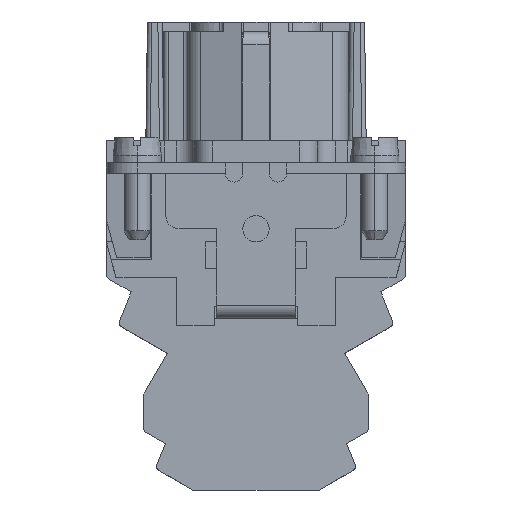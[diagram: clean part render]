
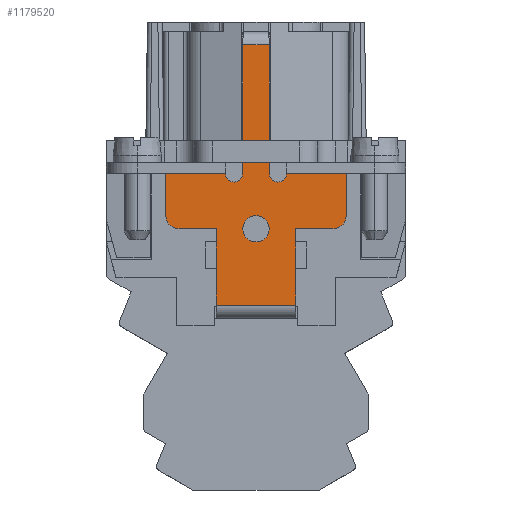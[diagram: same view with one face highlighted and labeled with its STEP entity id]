
A CAD part, left-side view. The second image highlights one B-rep face of the part: STEP entity #1179520.
In plain terms, the highlighted planar face has unit normal (-1, 0, 0).
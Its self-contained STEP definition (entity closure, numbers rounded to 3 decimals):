
#1150840=CARTESIAN_POINT('',(-4.462,35.249,-23.));
#1150850=VERTEX_POINT('',#1150840);
#1151020=CARTESIAN_POINT('',(-4.462,39.499,-23.));
#1151030=VERTEX_POINT('',#1151020);
#1151060=CARTESIAN_POINT('',(-4.462,0.,-23.));
#1151070=DIRECTION('',(0.,1.,0.));
#1151080=VECTOR('',#1151070,1.);
#1151090=LINE('',#1151060,#1151080);
#1151100=EDGE_CURVE('',#1150850,#1151030,#1151090,.T.);
#1151310=CARTESIAN_POINT('',(-4.462,33.749,-21.5));
#1151320=VERTEX_POINT('',#1151310);
#1151450=CARTESIAN_POINT('',(-4.462,35.249,-21.5));
#1151460=DIRECTION('',(1.,0.,0.));
#1151470=DIRECTION('',(0.,-1.,0.));
#1151480=AXIS2_PLACEMENT_3D('',#1151450,#1151460,#1151470);
#1151490=CIRCLE('',#1151480,1.5);
#1151500=EDGE_CURVE('',#1151320,#1150850,#1151490,.T.);
#1151680=CARTESIAN_POINT('',(-4.462,33.749,0.));
#1151690=DIRECTION('',(0.,0.,-1.));
#1151700=VECTOR('',#1151690,1.);
#1151710=LINE('',#1151680,#1151700);
#1151720=CARTESIAN_POINT('',(-4.462,33.749,-16.7));
#1151730=VERTEX_POINT('',#1151720);
#1151740=EDGE_CURVE('',#1151730,#1151320,#1151710,.T.);
#1152090=CARTESIAN_POINT('',(-4.462,54.249,-16.7));
#1152100=VERTEX_POINT('',#1152090);
#1152150=CARTESIAN_POINT('',(-4.462,54.249,0.));
#1152160=DIRECTION('',(0.,0.,1.));
#1152170=VECTOR('',#1152160,1.);
#1152180=LINE('',#1152150,#1152170);
#1152190=CARTESIAN_POINT('',(-4.462,54.249,-21.5));
#1152200=VERTEX_POINT('',#1152190);
#1152210=EDGE_CURVE('',#1152200,#1152100,#1152180,.T.);
#1152560=CARTESIAN_POINT('',(-4.462,52.749,-23.));
#1152570=VERTEX_POINT('',#1152560);
#1152700=CARTESIAN_POINT('',(-4.462,52.749,-21.5));
#1152710=DIRECTION('',(1.,0.,0.));
#1152720=DIRECTION('',(0.,-1.,0.));
#1152730=AXIS2_PLACEMENT_3D('',#1152700,#1152710,#1152720);
#1152740=CIRCLE('',#1152730,1.5);
#1152750=EDGE_CURVE('',#1152570,#1152200,#1152740,.T.);
#1152960=CARTESIAN_POINT('',(-4.462,48.499,-23.));
#1152970=VERTEX_POINT('',#1152960);
#1153090=CARTESIAN_POINT('',(-4.462,0.,-23.));
#1153100=DIRECTION('',(0.,1.,0.));
#1153110=VECTOR('',#1153100,1.);
#1153120=LINE('',#1153090,#1153110);
#1153130=EDGE_CURVE('',#1152970,#1152570,#1153120,.T.);
#1157960=CARTESIAN_POINT('',(-4.462,48.499,0.));
#1157970=DIRECTION('',(0.,0.,-1.));
#1157980=VECTOR('',#1157970,1.);
#1157990=LINE('',#1157960,#1157980);
#1158000=CARTESIAN_POINT('',(-4.462,48.499,-24.5));
#1158010=VERTEX_POINT('',#1158000);
#1158020=EDGE_CURVE('',#1152970,#1158010,#1157990,.T.);
#1158310=CARTESIAN_POINT('',(-4.462,42.499,-23.));
#1158320=VERTEX_POINT('',#1158310);
#1158520=CARTESIAN_POINT('',(-4.462,45.499,-23.));
#1158530=VERTEX_POINT('',#1158520);
#1158560=CARTESIAN_POINT('',(-4.462,43.999,-23.));
#1158570=DIRECTION('',(-1.,0.,0.));
#1158580=DIRECTION('',(0.,1.,0.));
#1158590=AXIS2_PLACEMENT_3D('',#1158560,#1158570,#1158580);
#1158600=CIRCLE('',#1158590,1.5);
#1158610=EDGE_CURVE('',#1158320,#1158530,#1158600,.T.);
#1159630=CARTESIAN_POINT('',(-4.462,39.499,0.));
#1159640=DIRECTION('',(0.,0.,1.));
#1159650=VECTOR('',#1159640,1.);
#1159660=LINE('',#1159630,#1159650);
#1159670=CARTESIAN_POINT('',(-4.462,39.499,-24.5));
#1159680=VERTEX_POINT('',#1159670);
#1159690=EDGE_CURVE('',#1159680,#1151030,#1159660,.T.);
#1160540=CARTESIAN_POINT('',(-4.462,48.499,-27.5));
#1160550=VERTEX_POINT('',#1160540);
#1160560=EDGE_CURVE('',#1158010,#1160550,#1157990,.T.);
#1166350=CARTESIAN_POINT('',(-4.462,39.499,-27.5));
#1166360=VERTEX_POINT('',#1166350);
#1166490=CARTESIAN_POINT('',(-4.462,39.499,-31.7));
#1166500=VERTEX_POINT('',#1166490);
#1166530=EDGE_CURVE('',#1166500,#1166360,#1159660,.T.);
#1166700=CARTESIAN_POINT('',(-4.462,48.499,-31.7));
#1166710=VERTEX_POINT('',#1166700);
#1166870=EDGE_CURVE('',#1160550,#1166710,#1157990,.T.);
#1167040=CARTESIAN_POINT('',(-4.462,0.,-31.7));
#1167050=DIRECTION('',(0.,1.,0.));
#1167060=VECTOR('',#1167050,1.);
#1167070=LINE('',#1167040,#1167060);
#1167080=EDGE_CURVE('',#1166500,#1166710,#1167070,.T.);
#1167490=CARTESIAN_POINT('',(-4.462,45.499,-2.1));
#1167500=VERTEX_POINT('',#1167490);
#1167530=CARTESIAN_POINT('',(-4.462,45.499,0.));
#1167540=DIRECTION('',(0.,0.,1.));
#1167550=VECTOR('',#1167540,1.);
#1167560=LINE('',#1167530,#1167550);
#1167570=CARTESIAN_POINT('',(-4.462,45.499,-16.7));
#1167580=VERTEX_POINT('',#1167570);
#1167590=EDGE_CURVE('',#1167580,#1167500,#1167560,.T.);
#1168200=CARTESIAN_POINT('',(-4.462,42.499,0.));
#1168210=DIRECTION('',(0.,0.,-1.));
#1168220=VECTOR('',#1168210,1.);
#1168230=LINE('',#1168200,#1168220);
#1168240=CARTESIAN_POINT('',(-4.462,42.499,-2.1));
#1168250=VERTEX_POINT('',#1168240);
#1168260=CARTESIAN_POINT('',(-4.462,42.499,-16.7));
#1168270=VERTEX_POINT('',#1168260);
#1168280=EDGE_CURVE('',#1168250,#1168270,#1168230,.T.);
#1169270=CARTESIAN_POINT('',(-4.462,0.,-2.1));
#1169280=DIRECTION('',(0.,1.,0.));
#1169290=VECTOR('',#1169280,1.);
#1169300=LINE('',#1169270,#1169290);
#1169310=EDGE_CURVE('',#1168250,#1167500,#1169300,.T.);
#1170030=CARTESIAN_POINT('',(-4.462,40.499,-16.7));
#1170040=VERTEX_POINT('',#1170030);
#1170450=CARTESIAN_POINT('',(-4.462,41.499,-16.7));
#1170460=DIRECTION('',(-1.,0.,0.));
#1170470=DIRECTION('',(0.,1.,0.));
#1170480=AXIS2_PLACEMENT_3D('',#1170450,#1170460,#1170470);
#1170490=CIRCLE('',#1170480,1.);
#1170500=EDGE_CURVE('',#1168270,#1170040,#1170490,.T.);
#1170760=CARTESIAN_POINT('',(-4.462,46.499,-16.7));
#1170770=DIRECTION('',(-1.,0.,0.));
#1170780=DIRECTION('',(0.,1.,0.));
#1170790=AXIS2_PLACEMENT_3D('',#1170760,#1170770,#1170780);
#1170800=CIRCLE('',#1170790,1.);
#1170810=CARTESIAN_POINT('',(-4.462,47.499,-16.7));
#1170820=VERTEX_POINT('',#1170810);
#1170830=EDGE_CURVE('',#1170820,#1167580,#1170800,.T.);
#1178350=CARTESIAN_POINT('',(-4.462,0.,-16.7));
#1178360=DIRECTION('',(0.,-1.,0.));
#1178370=VECTOR('',#1178360,1.);
#1178380=LINE('',#1178350,#1178370);
#1178390=EDGE_CURVE('',#1170040,#1151730,#1178380,.T.);
#1178840=EDGE_CURVE('',#1152100,#1170820,#1178380,.T.);
#1179060=EDGE_CURVE('',#1166360,#1159680,#1159660,.T.);
#1179200=CARTESIAN_POINT('',(-4.462,43.006,
-28.287));
#1179210=DIRECTION('',(-1.,0.,0.));
#1179220=DIRECTION('',(0.,1.,0.));
#1179230=AXIS2_PLACEMENT_3D('',#1179200,#1179210,#1179220);
#1179240=PLANE('',#1179230);
#1179250=EDGE_CURVE('',#1158530,#1158320,#1158600,.T.);
#1179260=ORIENTED_EDGE('',*,*,#1179250,.F.);
#1179270=ORIENTED_EDGE('',*,*,#1158610,.F.);
#1179280=EDGE_LOOP('',(#1179270,#1179260));
#1179290=FACE_BOUND('',#1179280,.T.);
#1179300=ORIENTED_EDGE('',*,*,#1159690,.T.);
#1179310=ORIENTED_EDGE('',*,*,#1179060,.T.);
#1179320=ORIENTED_EDGE('',*,*,#1166530,.T.);
#1179330=ORIENTED_EDGE('',*,*,#1167080,.F.);
#1179340=ORIENTED_EDGE('',*,*,#1166870,.T.);
#1179350=ORIENTED_EDGE('',*,*,#1160560,.T.);
#1179360=ORIENTED_EDGE('',*,*,#1158020,.T.);
#1179370=ORIENTED_EDGE('',*,*,#1153130,.F.);
#1179380=ORIENTED_EDGE('',*,*,#1152750,.F.);
#1179390=ORIENTED_EDGE('',*,*,#1152210,.F.);
#1179400=ORIENTED_EDGE('',*,*,#1178840,.F.);
#1179410=ORIENTED_EDGE('',*,*,#1170830,.F.);
#1179420=ORIENTED_EDGE('',*,*,#1167590,.F.);
#1179430=ORIENTED_EDGE('',*,*,#1169310,.T.);
#1179440=ORIENTED_EDGE('',*,*,#1168280,.F.);
#1179450=ORIENTED_EDGE('',*,*,#1170500,.F.);
#1179460=ORIENTED_EDGE('',*,*,#1178390,.F.);
#1179470=ORIENTED_EDGE('',*,*,#1151740,.F.);
#1179480=ORIENTED_EDGE('',*,*,#1151500,.F.);
#1179490=ORIENTED_EDGE('',*,*,#1151100,.F.);
#1179500=EDGE_LOOP('',(#1179490,#1179480,#1179470,#1179460,#1179450,
#1179440,#1179430,#1179420,#1179410,#1179400,#1179390,#1179380,#1179370,
#1179360,#1179350,#1179340,#1179330,#1179320,#1179310,#1179300));
#1179510=FACE_OUTER_BOUND('',#1179500,.T.);
#1179520=ADVANCED_FACE('',(#1179290,#1179510),#1179240,.T.);
